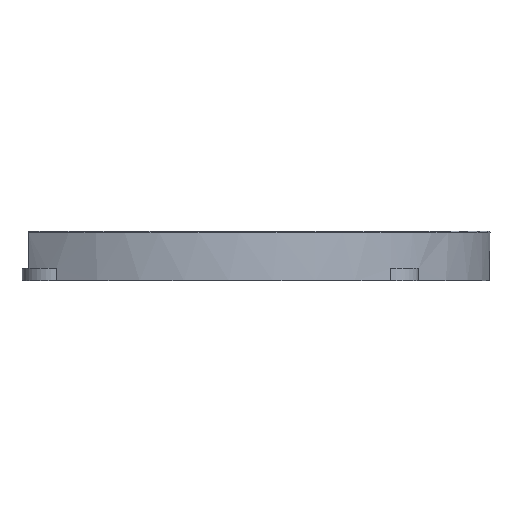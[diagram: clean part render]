
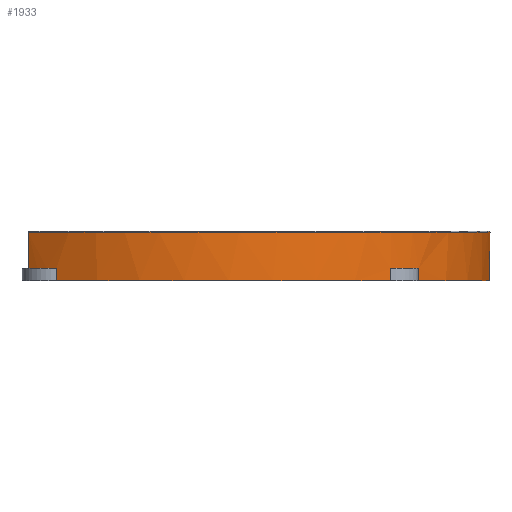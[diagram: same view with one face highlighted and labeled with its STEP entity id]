
A CAD part, left-side view. The second image highlights one B-rep face of the part: STEP entity #1933.
In plain terms, the highlighted cylindrical face has radius 46.5 mm (diameter 93 mm), a partial arc.
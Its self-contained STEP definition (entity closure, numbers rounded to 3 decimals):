
#20=CYLINDRICAL_SURFACE('',#2059,46.5);
#31=B_SPLINE_CURVE_WITH_KNOTS('',3,(#3053,#3054,#3055,#3056,#3057,#3058,
#3059,#3060,#3061,#3062,#3063,#3064,#3065,#3066,#3067,#3068,#3069,#3070,
#3071,#3072,#3073,#3074,#3075,#3076,#3077,#3078),.UNSPECIFIED.,.F.,.F.,
(4,1,1,1,1,1,1,1,1,1,1,1,1,1,1,1,1,1,1,1,1,1,1,4),(0.,
1.437,2.162,2.888,3.613,5.064,
5.79,6.515,7.241,8.329,8.692,
10.626,11.594,13.045,14.496,15.221,
15.403,15.947,16.672,17.398,18.123,
18.849,19.212,20.285),.UNSPECIFIED.);
#67=CIRCLE('',#2024,46.5);
#69=CIRCLE('',#2026,46.5);
#71=CIRCLE('',#2028,46.5);
#85=CIRCLE('',#2054,46.5);
#87=CIRCLE('',#2058,46.5);
#88=CIRCLE('',#2060,46.5);
#89=CIRCLE('',#2061,46.5);
#120=FACE_OUTER_BOUND('',#249,.T.);
#249=EDGE_LOOP('',(#1486,#1487,#1488,#1489,#1490,#1491,#1492,#1493,#1494,
#1495,#1496,#1497,#1498,#1499,#1500,#1501));
#483=LINE('',#3024,#722);
#486=LINE('',#3034,#725);
#487=LINE('',#3037,#726);
#488=LINE('',#3042,#727);
#489=LINE('',#3045,#728);
#490=LINE('',#3047,#729);
#491=LINE('',#3051,#730);
#492=LINE('',#3079,#731);
#722=VECTOR('',#2372,10.);
#725=VECTOR('',#2383,10.);
#726=VECTOR('',#2386,10.);
#727=VECTOR('',#2393,10.);
#728=VECTOR('',#2396,10.);
#729=VECTOR('',#2397,10.);
#730=VECTOR('',#2400,10.);
#731=VECTOR('',#2401,10.);
#829=VERTEX_POINT('',#2703);
#831=VERTEX_POINT('',#2706);
#832=VERTEX_POINT('',#2708);
#833=VERTEX_POINT('',#2710);
#834=VERTEX_POINT('',#2712);
#835=VERTEX_POINT('',#2714);
#966=VERTEX_POINT('',#3023);
#968=VERTEX_POINT('',#3029);
#969=VERTEX_POINT('',#3033);
#970=VERTEX_POINT('',#3035);
#971=VERTEX_POINT('',#3041);
#972=VERTEX_POINT('',#3043);
#973=VERTEX_POINT('',#3046);
#974=VERTEX_POINT('',#3048);
#975=VERTEX_POINT('',#3050);
#976=VERTEX_POINT('',#3052);
#1018=EDGE_CURVE('',#831,#829,#67,.T.);
#1020=EDGE_CURVE('',#833,#832,#69,.T.);
#1022=EDGE_CURVE('',#835,#834,#71,.T.);
#1164=EDGE_CURVE('',#966,#835,#483,.T.);
#1168=EDGE_CURVE('',#968,#966,#85,.T.);
#1169=EDGE_CURVE('',#969,#833,#486,.T.);
#1171=EDGE_CURVE('',#834,#970,#487,.T.);
#1172=EDGE_CURVE('',#970,#969,#87,.T.);
#1173=EDGE_CURVE('',#832,#971,#488,.T.);
#1174=EDGE_CURVE('',#971,#972,#88,.T.);
#1175=EDGE_CURVE('',#972,#831,#489,.T.);
#1176=EDGE_CURVE('',#829,#973,#490,.T.);
#1177=EDGE_CURVE('',#973,#974,#89,.T.);
#1178=EDGE_CURVE('',#974,#975,#491,.T.);
#1179=EDGE_CURVE('',#976,#975,#31,.T.);
#1180=EDGE_CURVE('',#968,#976,#492,.T.);
#1486=ORIENTED_EDGE('',*,*,#1164,.T.);
#1487=ORIENTED_EDGE('',*,*,#1022,.T.);
#1488=ORIENTED_EDGE('',*,*,#1171,.T.);
#1489=ORIENTED_EDGE('',*,*,#1172,.T.);
#1490=ORIENTED_EDGE('',*,*,#1169,.T.);
#1491=ORIENTED_EDGE('',*,*,#1020,.T.);
#1492=ORIENTED_EDGE('',*,*,#1173,.T.);
#1493=ORIENTED_EDGE('',*,*,#1174,.T.);
#1494=ORIENTED_EDGE('',*,*,#1175,.T.);
#1495=ORIENTED_EDGE('',*,*,#1018,.T.);
#1496=ORIENTED_EDGE('',*,*,#1176,.T.);
#1497=ORIENTED_EDGE('',*,*,#1177,.T.);
#1498=ORIENTED_EDGE('',*,*,#1178,.T.);
#1499=ORIENTED_EDGE('',*,*,#1179,.F.);
#1500=ORIENTED_EDGE('',*,*,#1180,.F.);
#1501=ORIENTED_EDGE('',*,*,#1168,.T.);
#1933=ADVANCED_FACE('',(#120),#20,.T.);
#2024=AXIS2_PLACEMENT_3D('',#2707,#2188,#2189);
#2026=AXIS2_PLACEMENT_3D('',#2711,#2192,#2193);
#2028=AXIS2_PLACEMENT_3D('',#2715,#2196,#2197);
#2054=AXIS2_PLACEMENT_3D('',#3031,#2379,#2380);
#2058=AXIS2_PLACEMENT_3D('',#3039,#2389,#2390);
#2059=AXIS2_PLACEMENT_3D('',#3040,#2391,#2392);
#2060=AXIS2_PLACEMENT_3D('',#3044,#2394,#2395);
#2061=AXIS2_PLACEMENT_3D('',#3049,#2398,#2399);
#2188=DIRECTION('center_axis',(0.,0.,1.));
#2189=DIRECTION('ref_axis',(-1.,0.,0.));
#2192=DIRECTION('center_axis',(0.,0.,1.));
#2193=DIRECTION('ref_axis',(-1.,0.,0.));
#2196=DIRECTION('center_axis',(0.,0.,1.));
#2197=DIRECTION('ref_axis',(-1.,0.,0.));
#2372=DIRECTION('',(0.,0.,-1.));
#2379=DIRECTION('center_axis',(0.,0.,1.));
#2380=DIRECTION('ref_axis',(-1.,0.,0.));
#2383=DIRECTION('',(0.,0.,-1.));
#2386=DIRECTION('',(0.,0.,1.));
#2389=DIRECTION('center_axis',(0.,0.,1.));
#2390=DIRECTION('ref_axis',(-1.,0.,0.));
#2391=DIRECTION('center_axis',(0.,0.,1.));
#2392=DIRECTION('ref_axis',(0.,-1.,0.));
#2393=DIRECTION('',(0.,0.,1.));
#2394=DIRECTION('center_axis',(0.,0.,1.));
#2395=DIRECTION('ref_axis',(-1.,0.,0.));
#2396=DIRECTION('',(0.,0.,-1.));
#2397=DIRECTION('',(0.,0.,1.));
#2398=DIRECTION('center_axis',(0.,0.,1.));
#2399=DIRECTION('ref_axis',(-1.,0.,0.));
#2400=DIRECTION('',(0.,0.,1.));
#2401=DIRECTION('',(0.,0.,1.));
#2703=CARTESIAN_POINT('',(40.45,22.936,64.));
#2706=CARTESIAN_POINT('',(35.023,-30.588,64.));
#2707=CARTESIAN_POINT('Origin',(0.,0.,64.));
#2708=CARTESIAN_POINT('',(30.588,-35.023,64.));
#2710=CARTESIAN_POINT('',(-30.582,-35.028,64.));
#2711=CARTESIAN_POINT('Origin',(0.,0.,64.));
#2712=CARTESIAN_POINT('',(-35.018,-30.594,64.));
#2714=CARTESIAN_POINT('',(-40.45,22.936,64.));
#2715=CARTESIAN_POINT('Origin',(0.,0.,64.));
#3023=CARTESIAN_POINT('',(-40.45,22.936,66.));
#3024=CARTESIAN_POINT('',(-40.45,22.936,64.));
#3029=CARTESIAN_POINT('',(-37.563,27.409,66.));
#3031=CARTESIAN_POINT('Origin',(0.,0.,66.));
#3033=CARTESIAN_POINT('',(-30.582,-35.028,66.));
#3034=CARTESIAN_POINT('',(-30.582,-35.028,64.));
#3035=CARTESIAN_POINT('',(-35.018,-30.594,66.));
#3037=CARTESIAN_POINT('',(-35.018,-30.594,64.));
#3039=CARTESIAN_POINT('Origin',(0.,0.,66.));
#3040=CARTESIAN_POINT('Origin',(0.,0.,64.));
#3041=CARTESIAN_POINT('',(30.588,-35.023,66.));
#3042=CARTESIAN_POINT('',(30.588,-35.023,64.));
#3043=CARTESIAN_POINT('',(35.023,-30.588,66.));
#3044=CARTESIAN_POINT('Origin',(0.,0.,66.));
#3045=CARTESIAN_POINT('',(35.023,-30.588,64.));
#3046=CARTESIAN_POINT('',(40.45,22.936,66.));
#3047=CARTESIAN_POINT('',(40.45,22.936,64.));
#3048=CARTESIAN_POINT('',(37.563,27.409,66.));
#3049=CARTESIAN_POINT('Origin',(0.,0.,66.));
#3050=CARTESIAN_POINT('',(37.563,27.409,71.8));
#3051=CARTESIAN_POINT('',(37.563,27.409,64.));
#3052=CARTESIAN_POINT('',(-37.563,27.409,71.8));
#3053=CARTESIAN_POINT('Ctrl Pts',(-37.563,27.409,71.8));
#3054=CARTESIAN_POINT('Ctrl Pts',(-40.445,23.46,71.8));
#3055=CARTESIAN_POINT('Ctrl Pts',(-43.783,16.901,71.8));
#3056=CARTESIAN_POINT('Ctrl Pts',(-46.071,7.572,71.8));
#3057=CARTESIAN_POINT('Ctrl Pts',(-46.7,0.205,71.8));
#3058=CARTESIAN_POINT('Ctrl Pts',(-45.943,-9.681,71.8));
#3059=CARTESIAN_POINT('Ctrl Pts',(-42.94,-18.965,71.8));
#3060=CARTESIAN_POINT('Ctrl Pts',(-37.85,-27.349,71.8));
#3061=CARTESIAN_POINT('Ctrl Pts',(-33.068,-32.965,71.8));
#3062=CARTESIAN_POINT('Ctrl Pts',(-26.563,-38.537,71.8));
#3063=CARTESIAN_POINT('Ctrl Pts',(-20.151,-42.136,71.8));
#3064=CARTESIAN_POINT('Ctrl Pts',(-9.451,-46.101,71.8));
#3065=CARTESIAN_POINT('Ctrl Pts',(1.701,-47.276,71.8));
#3066=CARTESIAN_POINT('Ctrl Pts',(16.119,-44.191,71.8));
#3067=CARTESIAN_POINT('Ctrl Pts',(27.829,-38.219,71.8));
#3068=CARTESIAN_POINT('Ctrl Pts',(36.568,-29.452,71.8));
#3069=CARTESIAN_POINT('Ctrl Pts',(40.716,-22.633,71.8));
#3070=CARTESIAN_POINT('Ctrl Pts',(42.823,-18.254,71.8));
#3071=CARTESIAN_POINT('Ctrl Pts',(44.58,-13.728,71.8));
#3072=CARTESIAN_POINT('Ctrl Pts',(46.134,-7.21,71.8));
#3073=CARTESIAN_POINT('Ctrl Pts',(46.699,0.204,71.8));
#3074=CARTESIAN_POINT('Ctrl Pts',(46.071,7.576,71.8));
#3075=CARTESIAN_POINT('Ctrl Pts',(44.635,13.423,71.8));
#3076=CARTESIAN_POINT('Ctrl Pts',(42.102,20.213,71.8));
#3077=CARTESIAN_POINT('Ctrl Pts',(39.717,24.457,71.8));
#3078=CARTESIAN_POINT('Ctrl Pts',(37.563,27.409,71.8));
#3079=CARTESIAN_POINT('',(-37.563,27.409,64.));
